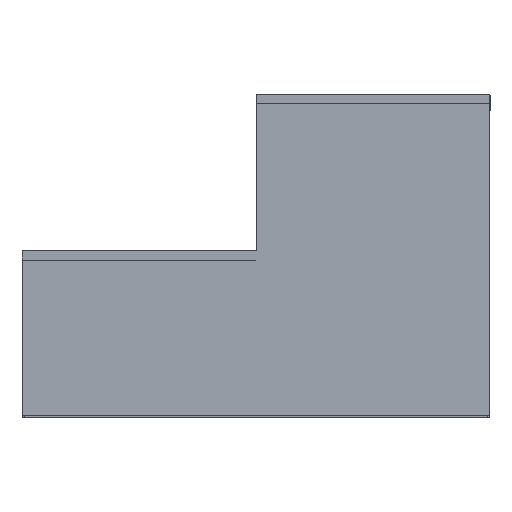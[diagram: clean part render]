
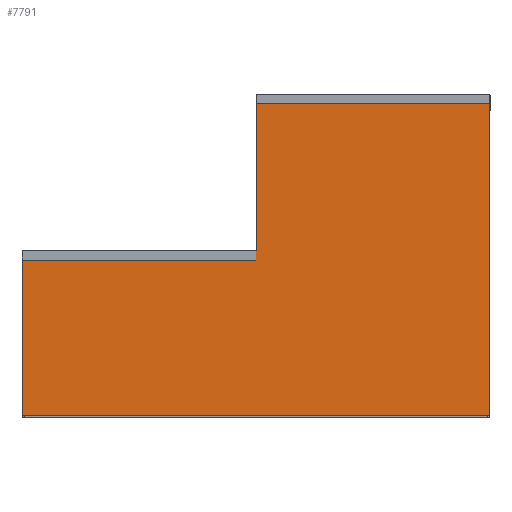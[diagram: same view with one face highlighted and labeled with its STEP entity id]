
A CAD part, top view. The second image highlights one B-rep face of the part: STEP entity #7791.
In plain terms, the highlighted planar face has unit normal (0, 0, 1).
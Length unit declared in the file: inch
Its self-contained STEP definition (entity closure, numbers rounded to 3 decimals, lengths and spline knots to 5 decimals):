
#3 = VERTEX_POINT ( 'NONE', #1106 ) ;
#95 = VECTOR ( 'NONE', #6378, 39.37008 ) ;
#277 = DIRECTION ( 'NONE',  ( -1., 0., 0. ) ) ;
#359 = CARTESIAN_POINT ( 'NONE',  ( -26.125, -8.99314, 26.28326 ) ) ;
#432 = LINE ( 'NONE', #2481, #2290 ) ;
#509 = CARTESIAN_POINT ( 'NONE',  ( -2.125, 7.93181, 26.28326 ) ) ;
#832 = ORIENTED_EDGE ( 'NONE', *, *, #2943, .T. ) ;
#1013 = CARTESIAN_POINT ( 'NONE',  ( -26.11458, 6.99431, 26.28326 ) ) ;
#1034 = CARTESIAN_POINT ( 'NONE',  ( -2., 22.94436, 26.28326 ) ) ;
#1091 = DIRECTION ( 'NONE',  ( 0., 0., -1. ) ) ;
#1106 = CARTESIAN_POINT ( 'NONE',  ( 21.875, -8.99314, 26.28326 ) ) ;
#1110 = LINE ( 'NONE', #4109, #8643 ) ;
#1144 = CARTESIAN_POINT ( 'NONE',  ( -2., 23.06936, 26.28326 ) ) ;
#1261 = CARTESIAN_POINT ( 'NONE',  ( -26.125, -8.99314, 26.28326 ) ) ;
#1497 = ORIENTED_EDGE ( 'NONE', *, *, #3606, .T. ) ;
#1550 = VECTOR ( 'NONE', #6075, 39.37008 ) ;
#1781 = DIRECTION ( 'NONE',  ( -1., 0., 0. ) ) ;
#1908 = DIRECTION ( 'NONE',  ( -1., 0., 0. ) ) ;
#1951 = DIRECTION ( 'NONE',  ( 0., 0., 1. ) ) ;
#2105 = DIRECTION ( 'NONE',  ( 0., -1., 0. ) ) ;
#2290 = VECTOR ( 'NONE', #5484, 39.37008 ) ;
#2481 = CARTESIAN_POINT ( 'NONE',  ( -2.125, -8.99314, 26.28326 ) ) ;
#2741 = CARTESIAN_POINT ( 'NONE',  ( -2.125, 6.99431, 26.28326 ) ) ;
#2745 = DIRECTION ( 'NONE',  ( 0., -1., 0. ) ) ;
#2930 = VERTEX_POINT ( 'NONE', #4677 ) ;
#2943 = EDGE_CURVE ( 'NONE', #2930, #5367, #5611, .T. ) ;
#2976 = CIRCLE ( 'NONE', #7542, 0.125 ) ;
#3082 = CARTESIAN_POINT ( 'NONE',  ( 21.875, -8.99314, 26.28326 ) ) ;
#3306 = PLANE ( 'NONE',  #3594 ) ;
#3354 = CARTESIAN_POINT ( 'NONE',  ( -26.125, -8.99314, 26.28326 ) ) ;
#3594 = AXIS2_PLACEMENT_3D ( 'NONE', #3354, #1091, #7091 ) ;
#3606 = EDGE_CURVE ( 'NONE', #9172, #6417, #432, .T. ) ;
#3677 = EDGE_LOOP ( 'NONE', ( #7654, #4234, #8859, #4869, #6825, #7226, #6170, #832, #5784, #1497 ) ) ;
#3785 = CARTESIAN_POINT ( 'NONE',  ( -26.125, -8.99314, 26.28326 ) ) ;
#3846 = VECTOR ( 'NONE', #1781, 39.37008 ) ;
#3918 = CARTESIAN_POINT ( 'NONE',  ( -2.125, 7.93181, 26.28326 ) ) ;
#4109 = CARTESIAN_POINT ( 'NONE',  ( -14.125, 6.99431, 26.28326 ) ) ;
#4234 = ORIENTED_EDGE ( 'NONE', *, *, #7277, .T. ) ;
#4319 = EDGE_CURVE ( 'NONE', #6417, #9532, #7317, .T. ) ;
#4558 = LINE ( 'NONE', #3082, #1550 ) ;
#4633 = EDGE_CURVE ( 'NONE', #6847, #2930, #4816, .T. ) ;
#4677 = CARTESIAN_POINT ( 'NONE',  ( 21.75, 23.06936, 26.28326 ) ) ;
#4816 = CIRCLE ( 'NONE', #8285, 0.125 ) ;
#4821 = CARTESIAN_POINT ( 'NONE',  ( 21.875, 23.06936, 26.28326 ) ) ;
#4869 = ORIENTED_EDGE ( 'NONE', *, *, #8145, .T. ) ;
#4877 = FACE_OUTER_BOUND ( 'NONE', #3677, .T. ) ;
#4911 = LINE ( 'NONE', #1261, #6416 ) ;
#5001 = CIRCLE ( 'NONE', #5635, 0.125 ) ;
#5046 = DIRECTION ( 'NONE',  ( -1., 0., 0. ) ) ;
#5273 = CARTESIAN_POINT ( 'NONE',  ( 21.875, 22.94436, 26.28326 ) ) ;
#5367 = VERTEX_POINT ( 'NONE', #1144 ) ;
#5484 = DIRECTION ( 'NONE',  ( 0., -1., 0. ) ) ;
#5544 = CARTESIAN_POINT ( 'NONE',  ( -26., 6.94436, 26.28326 ) ) ;
#5611 = LINE ( 'NONE', #4821, #3846 ) ;
#5635 = AXIS2_PLACEMENT_3D ( 'NONE', #5544, #6412, #1908 ) ;
#5680 = CARTESIAN_POINT ( 'NONE',  ( 21.75, 22.94436, 26.28326 ) ) ;
#5784 = ORIENTED_EDGE ( 'NONE', *, *, #9082, .T. ) ;
#5935 = CARTESIAN_POINT ( 'NONE',  ( -2.125, 22.94436, 26.28326 ) ) ;
#6006 = VERTEX_POINT ( 'NONE', #3785 ) ;
#6075 = DIRECTION ( 'NONE',  ( 0., 1., 0. ) ) ;
#6170 = ORIENTED_EDGE ( 'NONE', *, *, #4633, .T. ) ;
#6187 = EDGE_CURVE ( 'NONE', #6006, #3, #7829, .T. ) ;
#6374 = CARTESIAN_POINT ( 'NONE',  ( -26.125, 6.94436, 26.28326 ) ) ;
#6378 = DIRECTION ( 'NONE',  ( 1., 0., 0. ) ) ;
#6412 = DIRECTION ( 'NONE',  ( 0., 0., -1. ) ) ;
#6416 = VECTOR ( 'NONE', #2745, 39.37008 ) ;
#6417 = VERTEX_POINT ( 'NONE', #3918 ) ;
#6453 = VERTEX_POINT ( 'NONE', #1013 ) ;
#6825 = ORIENTED_EDGE ( 'NONE', *, *, #6187, .T. ) ;
#6847 = VERTEX_POINT ( 'NONE', #5273 ) ;
#7039 = DIRECTION ( 'NONE',  ( 0., 0., 1. ) ) ;
#7091 = DIRECTION ( 'NONE',  ( -1., 0., 0. ) ) ;
#7200 = EDGE_CURVE ( 'NONE', #9393, #6453, #5001, .T. ) ;
#7226 = ORIENTED_EDGE ( 'NONE', *, *, #8276, .T. ) ;
#7277 = EDGE_CURVE ( 'NONE', #9532, #6453, #1110, .T. ) ;
#7317 = LINE ( 'NONE', #509, #8445 ) ;
#7542 = AXIS2_PLACEMENT_3D ( 'NONE', #1034, #7039, #277 ) ;
#7654 = ORIENTED_EDGE ( 'NONE', *, *, #4319, .T. ) ;
#7791 = ADVANCED_FACE ( 'NONE', ( #4877 ), #3306, .F. ) ;
#7829 = LINE ( 'NONE', #359, #95 ) ;
#7957 = DIRECTION ( 'NONE',  ( -1., 0., 0. ) ) ;
#8145 = EDGE_CURVE ( 'NONE', #9393, #6006, #4911, .T. ) ;
#8276 = EDGE_CURVE ( 'NONE', #3, #6847, #4558, .T. ) ;
#8285 = AXIS2_PLACEMENT_3D ( 'NONE', #5680, #1951, #7957 ) ;
#8445 = VECTOR ( 'NONE', #2105, 39.37008 ) ;
#8643 = VECTOR ( 'NONE', #5046, 39.37008 ) ;
#8859 = ORIENTED_EDGE ( 'NONE', *, *, #7200, .F. ) ;
#9082 = EDGE_CURVE ( 'NONE', #5367, #9172, #2976, .T. ) ;
#9172 = VERTEX_POINT ( 'NONE', #5935 ) ;
#9393 = VERTEX_POINT ( 'NONE', #6374 ) ;
#9532 = VERTEX_POINT ( 'NONE', #2741 ) ;
